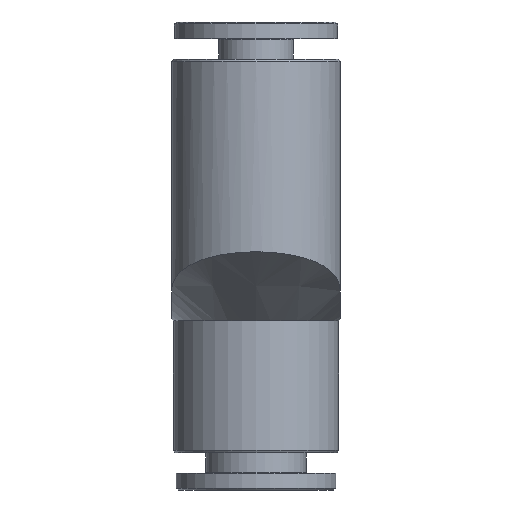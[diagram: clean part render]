
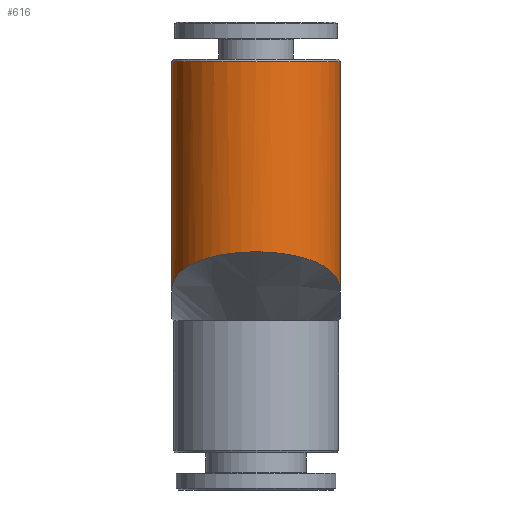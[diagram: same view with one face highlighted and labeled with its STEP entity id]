
A CAD part, left-side view. The second image highlights one B-rep face of the part: STEP entity #616.
In plain terms, the highlighted cylindrical face has radius 6.125 mm (diameter 12.25 mm), a partial arc.
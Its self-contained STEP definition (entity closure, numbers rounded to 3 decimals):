
#20=CYLINDRICAL_SURFACE('',#696,6.125);
#52=CIRCLE('',#695,6.125);
#89=ELLIPSE('',#675,6.554,6.125);
#93=ELLIPSE('',#685,8.662,6.125);
#95=ELLIPSE('',#688,8.662,6.125);
#99=ELLIPSE('',#693,6.554,6.125);
#102=LINE('',#1010,#118);
#104=LINE('',#1025,#120);
#108=LINE('',#1034,#124);
#112=LINE('',#1043,#128);
#118=VECTOR('',#777,1000.);
#120=VECTOR('',#781,1000.);
#124=VECTOR('',#787,1000.);
#128=VECTOR('',#793,1000.);
#178=ORIENTED_EDGE('',*,*,#310,.T.);
#179=ORIENTED_EDGE('',*,*,#305,.T.);
#180=ORIENTED_EDGE('',*,*,#290,.T.);
#181=ORIENTED_EDGE('',*,*,#309,.T.);
#182=ORIENTED_EDGE('',*,*,#282,.T.);
#183=ORIENTED_EDGE('',*,*,#311,.F.);
#184=ORIENTED_EDGE('',*,*,#279,.F.);
#185=ORIENTED_EDGE('',*,*,#293,.T.);
#186=ORIENTED_EDGE('',*,*,#286,.T.);
#187=ORIENTED_EDGE('',*,*,#303,.T.);
#279=EDGE_CURVE('',#351,#348,#102,.T.);
#282=EDGE_CURVE('',#355,#354,#104,.T.);
#286=EDGE_CURVE('',#359,#358,#108,.F.);
#290=EDGE_CURVE('',#363,#362,#112,.T.);
#293=EDGE_CURVE('',#351,#359,#89,.F.);
#303=EDGE_CURVE('',#358,#371,#93,.F.);
#305=EDGE_CURVE('',#373,#363,#95,.F.);
#309=EDGE_CURVE('',#362,#355,#99,.F.);
#310=EDGE_CURVE('',#371,#373,#52,.T.);
#311=EDGE_CURVE('',#348,#354,#410,.T.);
#348=VERTEX_POINT('',#1004);
#351=VERTEX_POINT('',#1009);
#354=VERTEX_POINT('',#1024);
#355=VERTEX_POINT('',#1026);
#358=VERTEX_POINT('',#1033);
#359=VERTEX_POINT('',#1035);
#362=VERTEX_POINT('',#1042);
#363=VERTEX_POINT('',#1044);
#371=VERTEX_POINT('',#1067);
#373=VERTEX_POINT('',#1073);
#410=B_SPLINE_CURVE_WITH_KNOTS('',3,(#1082,#1083,#1084,#1085,#1086,#1087,
#1088,#1089,#1090,#1091,#1092),.UNSPECIFIED.,.F.,.F.,(4,1,1,1,1,1,1,1,4),
(0.,0.003,0.005,0.008,
0.01,0.013,0.015,0.018,
0.02),.UNSPECIFIED.);
#424=EDGE_LOOP('',(#178,#179,#180,#181,#182,#183,#184,#185,#186,#187));
#510=FACE_BOUND('',#424,.T.);
#616=ADVANCED_FACE('',(#510),#20,.T.);
#675=AXIS2_PLACEMENT_3D('',#1048,#799,#800);
#685=AXIS2_PLACEMENT_3D('',#1068,#821,#822);
#688=AXIS2_PLACEMENT_3D('',#1072,#827,#828);
#693=AXIS2_PLACEMENT_3D('',#1078,#837,#838);
#695=AXIS2_PLACEMENT_3D('',#1080,#841,#842);
#696=AXIS2_PLACEMENT_3D('',#1081,#843,#844);
#777=DIRECTION('',(0.,0.,-1.));
#781=DIRECTION('',(0.,0.,-1.));
#787=DIRECTION('',(0.,0.,-1.));
#793=DIRECTION('',(0.,0.,-1.));
#799=DIRECTION('',(0.,0.356,-0.934));
#800=DIRECTION('',(0.,-0.934,-0.356));
#821=DIRECTION('',(0.,0.707,-0.707));
#822=DIRECTION('',(0.,-0.707,-0.707));
#827=DIRECTION('',(0.,-0.707,-0.707));
#828=DIRECTION('',(0.,0.707,-0.707));
#837=DIRECTION('',(0.,-0.356,-0.934));
#838=DIRECTION('',(0.,0.934,-0.356));
#841=DIRECTION('',(0.,0.,-1.));
#842=DIRECTION('',(-1.,0.,0.));
#843=DIRECTION('',(0.,0.,-1.));
#844=DIRECTION('',(-1.,0.,0.));
#1004=CARTESIAN_POINT('',(-6.25,-6.125,-1.842));
#1009=CARTESIAN_POINT('',(-6.25,-6.125,4.2));
#1010=CARTESIAN_POINT('',(-6.25,-6.125,10.));
#1024=CARTESIAN_POINT('',(-6.25,6.125,-1.842));
#1025=CARTESIAN_POINT('',(-6.25,6.125,10.));
#1026=CARTESIAN_POINT('',(-6.25,6.125,4.2));
#1033=CARTESIAN_POINT('',(-1.224,-3.5,13.4));
#1034=CARTESIAN_POINT('',(-1.224,-3.5,0.));
#1035=CARTESIAN_POINT('',(-1.224,-3.5,5.2));
#1042=CARTESIAN_POINT('',(-1.224,3.5,5.2));
#1043=CARTESIAN_POINT('',(-1.224,3.5,0.));
#1044=CARTESIAN_POINT('',(-1.224,3.5,13.4));
#1048=CARTESIAN_POINT('',(-6.25,0.,6.533));
#1067=CARTESIAN_POINT('',(-0.487,-2.073,14.827));
#1068=CARTESIAN_POINT('',(-6.25,0.,16.9));
#1072=CARTESIAN_POINT('',(-6.25,0.,16.9));
#1073=CARTESIAN_POINT('',(-0.487,2.073,14.827));
#1078=CARTESIAN_POINT('',(-6.25,0.,6.533));
#1080=CARTESIAN_POINT('',(-6.25,0.,14.827));
#1081=CARTESIAN_POINT('',(-6.25,0.,0.));
#1082=CARTESIAN_POINT('',(-6.25,-6.125,-1.842));
#1083=CARTESIAN_POINT('',(-6.993,-6.125,-1.426));
#1084=CARTESIAN_POINT('',(-8.491,-5.856,-0.662));
#1085=CARTESIAN_POINT('',(-10.54,-4.595,0.255));
#1086=CARTESIAN_POINT('',(-12.011,-2.548,0.857));
#1087=CARTESIAN_POINT('',(-12.554,-0.016,1.07));
#1088=CARTESIAN_POINT('',(-12.024,2.52,0.862));
#1089=CARTESIAN_POINT('',(-10.558,4.581,0.262));
#1090=CARTESIAN_POINT('',(-8.5,5.855,-0.658));
#1091=CARTESIAN_POINT('',(-6.994,6.125,-1.426));
#1092=CARTESIAN_POINT('',(-6.25,6.125,-1.842));
